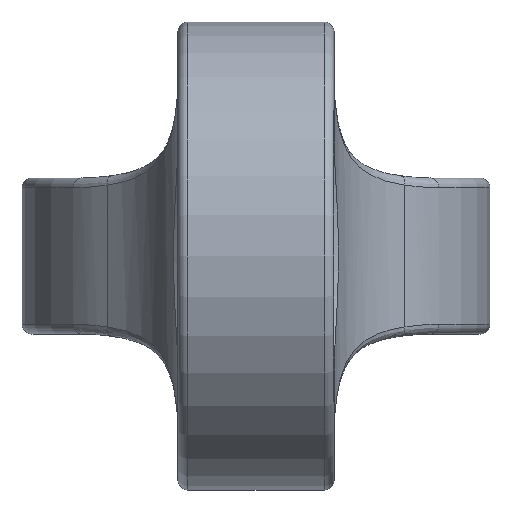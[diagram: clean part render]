
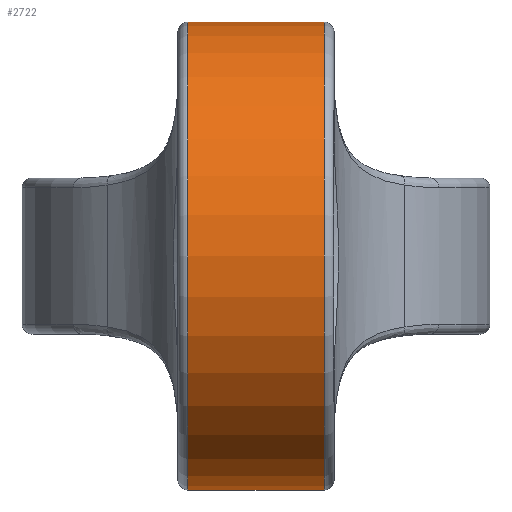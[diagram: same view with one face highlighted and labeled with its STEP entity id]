
A CAD part, left-side view. The second image highlights one B-rep face of the part: STEP entity #2722.
In plain terms, the highlighted cylindrical face has radius 6 mm (diameter 12 mm), a partial arc.
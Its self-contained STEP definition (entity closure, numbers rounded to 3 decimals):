
#25 = CARTESIAN_POINT ( 'NONE',  ( 0., 7.75, 6. ) ) ;
#75 = ORIENTED_EDGE ( 'NONE', *, *, #1181, .T. ) ;
#77 = DIRECTION ( 'NONE',  ( 0., 0., -1. ) ) ;
#91 = CARTESIAN_POINT ( 'NONE',  ( 0., 12., 6. ) ) ;
#145 = EDGE_CURVE ( 'NONE', #2008, #1743, #1498, .T. ) ;
#225 = ORIENTED_EDGE ( 'NONE', *, *, #890, .T. ) ;
#261 = CIRCLE ( 'NONE', #811, 6. ) ;
#282 = VERTEX_POINT ( 'NONE', #25 ) ;
#399 = DIRECTION ( 'NONE',  ( 0., -1., 0. ) ) ;
#449 = LINE ( 'NONE', #91, #2862 ) ;
#577 = DIRECTION ( 'NONE',  ( 0., 0., -1. ) ) ;
#717 = CARTESIAN_POINT ( 'NONE',  ( 0., 12., 0. ) ) ;
#811 = AXIS2_PLACEMENT_3D ( 'NONE', #1008, #2392, #577 ) ;
#871 = CARTESIAN_POINT ( 'NONE',  ( 0., 4.25, 0. ) ) ;
#890 = EDGE_CURVE ( 'NONE', #2178, #2008, #1961, .T. ) ;
#959 = AXIS2_PLACEMENT_3D ( 'NONE', #871, #2477, #1109 ) ;
#966 = ORIENTED_EDGE ( 'NONE', *, *, #145, .T. ) ;
#1008 = CARTESIAN_POINT ( 'NONE',  ( 0., 7.75, 0. ) ) ;
#1109 = DIRECTION ( 'NONE',  ( 0., 0., 1. ) ) ;
#1181 = EDGE_CURVE ( 'NONE', #282, #2178, #261, .T. ) ;
#1226 = DIRECTION ( 'NONE',  ( 0., -1., 0. ) ) ;
#1436 = VECTOR ( 'NONE', #399, 1000. ) ;
#1447 = DIRECTION ( 'NONE',  ( 0., -1., 0. ) ) ;
#1498 = CIRCLE ( 'NONE', #959, 6. ) ;
#1743 = VERTEX_POINT ( 'NONE', #1996 ) ;
#1768 = CARTESIAN_POINT ( 'NONE',  ( 0., 12., -6. ) ) ;
#1811 = ORIENTED_EDGE ( 'NONE', *, *, #2872, .F. ) ;
#1961 = LINE ( 'NONE', #1768, #1436 ) ;
#1996 = CARTESIAN_POINT ( 'NONE',  ( 0., 4.25, 6. ) ) ;
#2008 = VERTEX_POINT ( 'NONE', #2936 ) ;
#2178 = VERTEX_POINT ( 'NONE', #2639 ) ;
#2302 = EDGE_LOOP ( 'NONE', ( #1811, #75, #225, #966 ) ) ;
#2320 = CYLINDRICAL_SURFACE ( 'NONE', #2513, 6. ) ;
#2392 = DIRECTION ( 'NONE',  ( 0., -1., 0. ) ) ;
#2477 = DIRECTION ( 'NONE',  ( 0., 1., 0. ) ) ;
#2513 = AXIS2_PLACEMENT_3D ( 'NONE', #717, #1447, #77 ) ;
#2639 = CARTESIAN_POINT ( 'NONE',  ( 0., 7.75, -6. ) ) ;
#2722 = ADVANCED_FACE ( 'NONE', ( #2755 ), #2320, .T. ) ;
#2755 = FACE_OUTER_BOUND ( 'NONE', #2302, .T. ) ;
#2862 = VECTOR ( 'NONE', #1226, 1000. ) ;
#2872 = EDGE_CURVE ( 'NONE', #282, #1743, #449, .T. ) ;
#2936 = CARTESIAN_POINT ( 'NONE',  ( 0., 4.25, -6. ) ) ;
